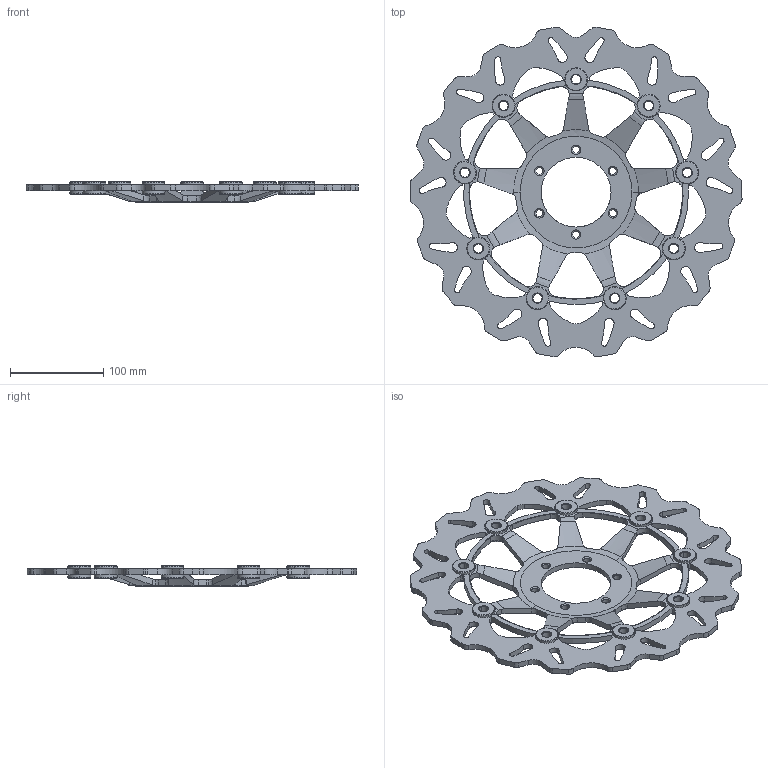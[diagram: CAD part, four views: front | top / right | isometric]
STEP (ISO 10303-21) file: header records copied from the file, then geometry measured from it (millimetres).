
FILE_DESCRIPTION(('FreeCAD Model'),'2;1');
FILE_NAME('Open CASCADE Shape Model','2025-04-17T06:23:50',('FreeCAD'),( 'FreeCAD'),'Open CASCADE STEP processor 7.6','FreeCAD','Unknown');
FILE_SCHEMA(('AUTOMOTIVE_DESIGN { 1 0 10303 214 1 1 1 1 }'));
Length unit declared in the file: millimetre
Products named in the file (1): Open CASCADE STEP translator 7.6 1
Bounding box: 356.68 x 354.06 x 21.53 mm (x, y, z)
Volume: 386993.9 mm3; surface area: 177375.4 mm2
Topology: 11 solids, 11 shells, 640 faces, 1762 edges, 1146 vertices
Faces by surface type: bspline 640
Entity records: 21175 total; most frequent: CARTESIAN_POINT 11735, ORIENTED_EDGE 3524, EDGE_CURVE 1762, VERTEX_POINT 1146, B_SPLINE_CURVE_WITH_KNOTS 784, FACE_BOUND 730, EDGE_LOOP 730, ADVANCED_FACE 640
